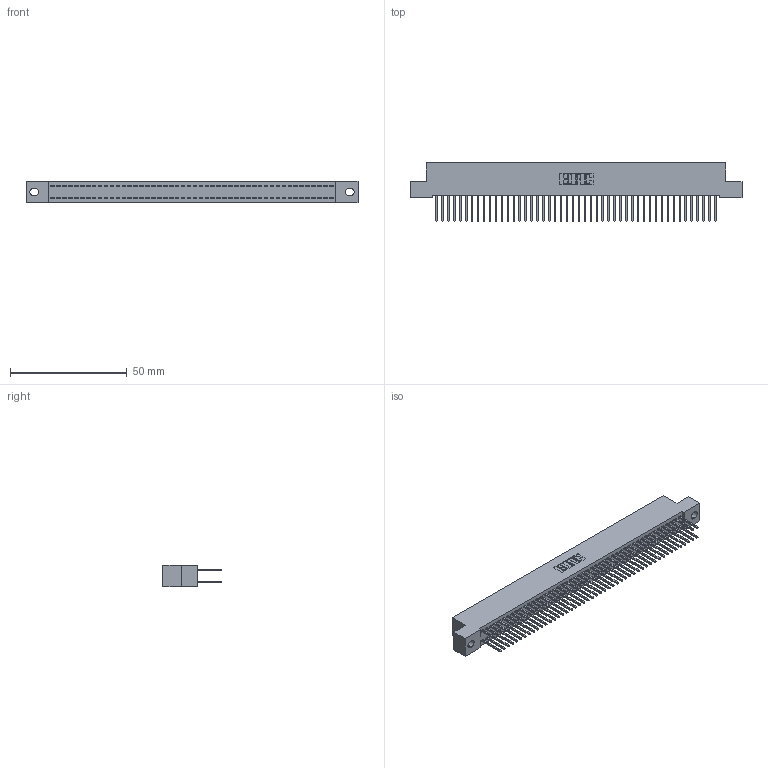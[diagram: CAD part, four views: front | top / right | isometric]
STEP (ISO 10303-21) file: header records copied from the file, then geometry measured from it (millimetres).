
FILE_DESCRIPTION (( 'STEP AP203' ), '1' );
FILE_NAME ('392-096-523-202.STEP', '2019-10-09T19:44:47', ( '' ), ( '' ), 'SwSTEP 2.0', 'SolidWorks 2016', '' );
FILE_SCHEMA (( 'CONFIG_CONTROL_DESIGN' ));
Length unit declared in the file: inch
Products named in the file (3): 392-096-523-202; 342 Part_.128 Slot; 345-292-001_345-293-123
Assembly tree (97 placements, depth 2):
  392-096-523-202
    342 Part_.128 Slot
    345-292-001_345-293-123  x96
Bounding box: 142.24 x 25.15 x 9.4 mm (x, y, z)
Volume: 12953.3 mm3; surface area: 21829.1 mm2
Topology: 97 solids, 97 shells, 5106 faces, 15191 edges, 9998 vertices
Faces by surface type: plane 3526, cylinder 1580
Entity records: 30125 total; most frequent: CARTESIAN_POINT 4986, ORIENTED_EDGE 4922, DIRECTION 4249, EDGE_CURVE 2461, LINE 2333, VECTOR 2333, VERTEX_POINT 1638, AXIS2_PLACEMENT_3D 958
